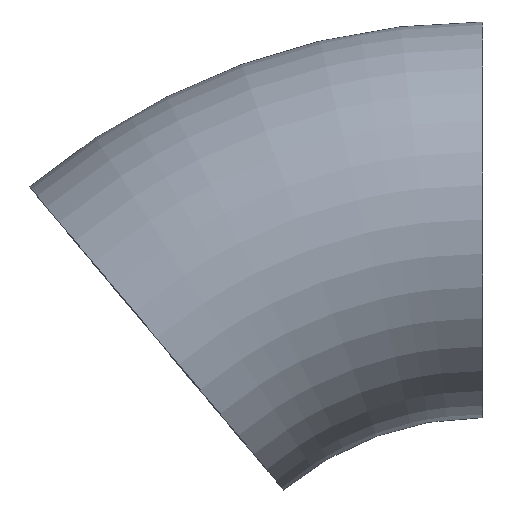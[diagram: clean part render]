
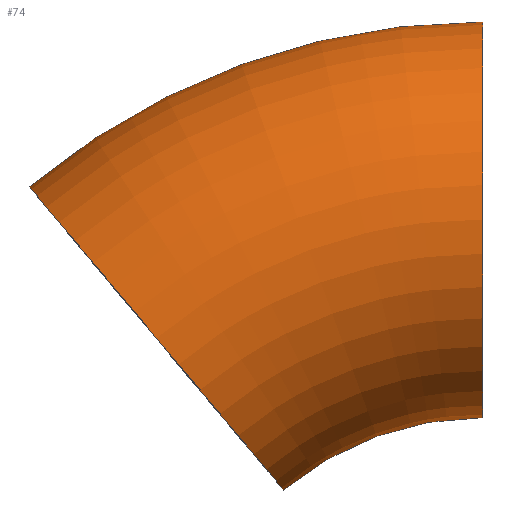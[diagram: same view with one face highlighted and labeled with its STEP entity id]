
A CAD part, top view. The second image highlights one B-rep face of the part: STEP entity #74.
In plain terms, the highlighted toroidal (fillet/blend) face has major radius 114 mm and minor radius 44.45 mm.
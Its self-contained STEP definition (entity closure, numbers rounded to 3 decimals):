
#2 = CARTESIAN_POINT ( 'NONE',  ( 0., 69.55, 0. ) ) ;
#23 = ORIENTED_EDGE ( 'NONE', *, *, #37, .F. ) ;
#30 = EDGE_CURVE ( 'NONE', #90, #181, #72, .T. ) ;
#37 = EDGE_CURVE ( 'NONE', #181, #54, #216, .T. ) ;
#52 = ORIENTED_EDGE ( 'NONE', *, *, #30, .F. ) ;
#54 = VERTEX_POINT ( 'NONE', #154 ) ;
#57 = DIRECTION ( 'NONE',  ( 0., 0., 1. ) ) ;
#66 = CARTESIAN_POINT ( 'NONE',  ( 0., 158.45, 0. ) ) ;
#71 = CARTESIAN_POINT ( 'NONE',  ( 0., 0., 0. ) ) ;
#72 = CIRCLE ( 'NONE', #240, 44.45 ) ;
#74 = ADVANCED_FACE ( 'NONE', ( #99 ), #217, .T. ) ;
#75 = CARTESIAN_POINT ( 'NONE',  ( -101.85, 121.38, 0. ) ) ;
#90 = VERTEX_POINT ( 'NONE', #66 ) ;
#97 = AXIS2_PLACEMENT_3D ( 'NONE', #71, #226, #143 ) ;
#99 = FACE_OUTER_BOUND ( 'NONE', #210, .T. ) ;
#100 = EDGE_CURVE ( 'NONE', #184, #54, #220, .T. ) ;
#101 = CARTESIAN_POINT ( 'NONE',  ( 0., 0., 0. ) ) ;
#103 = AXIS2_PLACEMENT_3D ( 'NONE', #101, #136, #139 ) ;
#104 = AXIS2_PLACEMENT_3D ( 'NONE', #105, #147, #229 ) ;
#105 = CARTESIAN_POINT ( 'NONE',  ( -73.278, 87.329, 0. ) ) ;
#108 = CARTESIAN_POINT ( 'NONE',  ( 0., 114., 0. ) ) ;
#129 = CARTESIAN_POINT ( 'NONE',  ( 0., 0., 0. ) ) ;
#131 = ORIENTED_EDGE ( 'NONE', *, *, #195, .T. ) ;
#136 = DIRECTION ( 'NONE',  ( 0., 0., 1. ) ) ;
#139 = DIRECTION ( 'NONE',  ( 1., 0., 0. ) ) ;
#143 = DIRECTION ( 'NONE',  ( 1., 0., 0. ) ) ;
#147 = DIRECTION ( 'NONE',  ( 0.766, 0.643, 0. ) ) ;
#151 = CIRCLE ( 'NONE', #201, 158.45 ) ;
#154 = CARTESIAN_POINT ( 'NONE',  ( -44.706, 53.278, 0. ) ) ;
#181 = VERTEX_POINT ( 'NONE', #2 ) ;
#184 = VERTEX_POINT ( 'NONE', #75 ) ;
#187 = DIRECTION ( 'NONE',  ( 1., 0., 0. ) ) ;
#192 = ORIENTED_EDGE ( 'NONE', *, *, #100, .T. ) ;
#195 = EDGE_CURVE ( 'NONE', #90, #184, #151, .T. ) ;
#201 = AXIS2_PLACEMENT_3D ( 'NONE', #129, #57, #237 ) ;
#210 = EDGE_LOOP ( 'NONE', ( #52, #131, #192, #23 ) ) ;
#216 = CIRCLE ( 'NONE', #103, 69.55 ) ;
#217 = TOROIDAL_SURFACE ( 'NONE', #97, 114., 44.45 ) ;
#220 = CIRCLE ( 'NONE', #104, 44.45 ) ;
#226 = DIRECTION ( 'NONE',  ( 0., 0., 1. ) ) ;
#229 = DIRECTION ( 'NONE',  ( 0., 0., -1. ) ) ;
#237 = DIRECTION ( 'NONE',  ( 1., 0., 0. ) ) ;
#240 = AXIS2_PLACEMENT_3D ( 'NONE', #108, #187, #242 ) ;
#242 = DIRECTION ( 'NONE',  ( 0., 0., -1. ) ) ;
